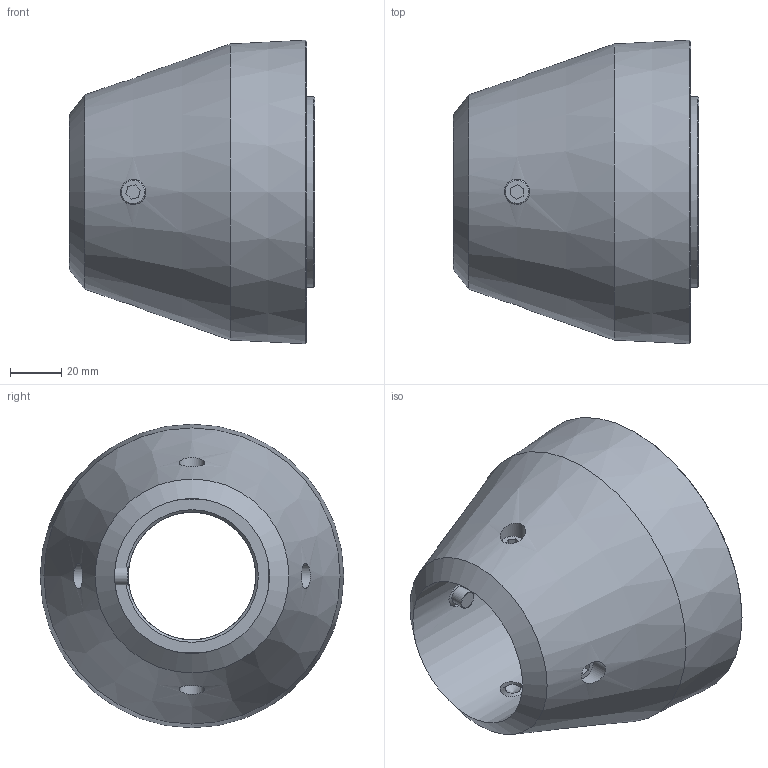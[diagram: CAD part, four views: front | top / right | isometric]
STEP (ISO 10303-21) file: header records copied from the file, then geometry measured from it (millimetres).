
FILE_DESCRIPTION (( 'STEP AP214' ), '1' );
FILE_NAME ('57046600.STEP', '2019-08-22T05:41:25', ( 'Admin' ), ( 'Hewlett-Packard Company' ), 'SwSTEP 2.0', 'SolidWorks 2018', '' );
FILE_SCHEMA (( 'AUTOMOTIVE_DESIGN' ));
Length unit declared in the file: millimetre
Products named in the file (1): 57046600
Bounding box: 96.2 x 118.95 x 118.95 mm (x, y, z)
Volume: 506855.1 mm3; surface area: 74008.1 mm2
Topology: 5 solids, 12 shells, 119 faces, 274 edges, 173 vertices
Faces by surface type: plane 49, cylinder 37, cone 33
Full cylindrical faces by diameter (mm): 4.2 x6, 5 x4, 6 x3, 7 x1, 8 x1, 10 x8, 50 x2, 60.8 x1, 75 x1, 115.5 x1
Entity records: 4619 total; most frequent: CARTESIAN_POINT 1054, DIRECTION 494, ORIENTED_EDGE 364, AXIS2_PLACEMENT_3D 205, EDGE_LOOP 185, EDGE_CURVE 182, FACE_OUTER_BOUND 147, VERTEX_POINT 143
